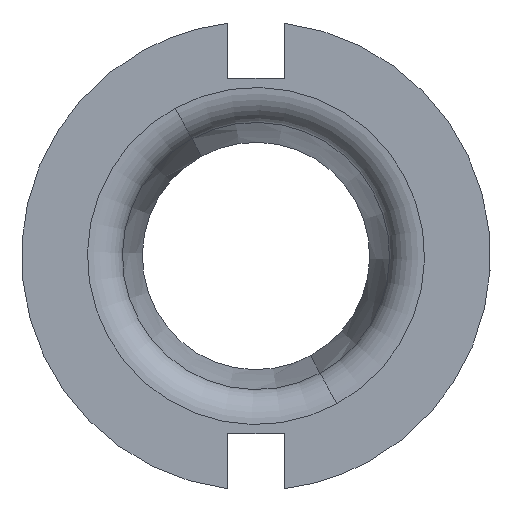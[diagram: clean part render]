
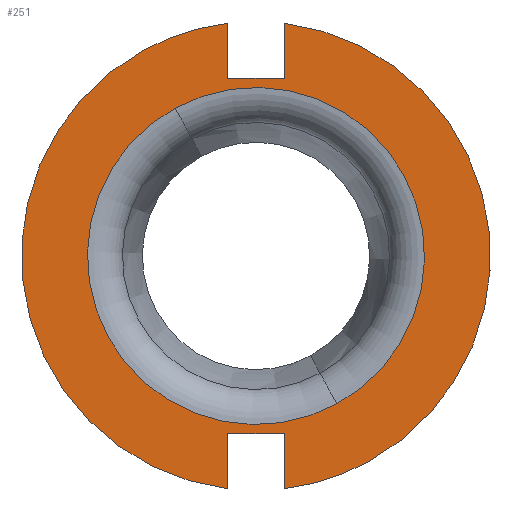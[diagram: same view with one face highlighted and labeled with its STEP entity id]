
A CAD part, left-side view. The second image highlights one B-rep face of the part: STEP entity #251.
In plain terms, the highlighted planar face has unit normal (-1, 0, 0).
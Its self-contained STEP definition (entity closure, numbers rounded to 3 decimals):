
#100=CARTESIAN_POINT('Vertex',(-59.5,-2.,12.5)) ;
#105=CARTESIAN_POINT('Line Origine',(-59.5,-2.,14.439)) ;
#109=CARTESIAN_POINT('Vertex',(-59.5,-2.,16.378)) ;
#147=CARTESIAN_POINT('Vertex',(-59.5,2.,12.5)) ;
#150=CARTESIAN_POINT('Line Origine',(-59.5,0.,12.5)) ;
#162=CARTESIAN_POINT('Axis2P3D Location',(-59.5,0.,11.861)) ;
#167=CARTESIAN_POINT('Axis2P3D Location',(-59.5,0.,0.)) ;
#171=CARTESIAN_POINT('Vertex',(-59.5,2.,16.378)) ;
#173=CARTESIAN_POINT('Vertex',(-59.5,7.911,14.48)) ;
#176=CARTESIAN_POINT('Axis2P3D Location',(-59.5,0.,0.)) ;
#180=CARTESIAN_POINT('Vertex',(-59.5,2.,-16.378)) ;
#183=CARTESIAN_POINT('Line Origine',(-59.5,2.,-14.439)) ;
#187=CARTESIAN_POINT('Vertex',(-59.5,2.,-12.5)) ;
#190=CARTESIAN_POINT('Line Origine',(-59.5,0.,-12.5)) ;
#194=CARTESIAN_POINT('Vertex',(-59.5,-2.,-12.5)) ;
#197=CARTESIAN_POINT('Line Origine',(-59.5,-2.,-14.439)) ;
#201=CARTESIAN_POINT('Vertex',(-59.5,-2.,-16.378)) ;
#204=CARTESIAN_POINT('Axis2P3D Location',(-59.5,0.,0.)) ;
#208=CARTESIAN_POINT('Vertex',(-59.5,-7.911,-14.48)) ;
#211=CARTESIAN_POINT('Axis2P3D Location',(-59.5,0.,0.)) ;
#216=CARTESIAN_POINT('Line Origine',(-59.5,2.,14.439)) ;
#233=CARTESIAN_POINT('Axis2P3D Location',(-59.5,0.,0.)) ;
#237=CARTESIAN_POINT('Vertex',(-59.5,5.686,10.409)) ;
#239=CARTESIAN_POINT('Vertex',(-59.5,-5.686,-10.409)) ;
#242=CARTESIAN_POINT('Axis2P3D Location',(-59.5,0.,0.)) ;
#106=DIRECTION('Vector Direction',(0.,0.,1.)) ;
#151=DIRECTION('Vector Direction',(0.,1.,0.)) ;
#163=DIRECTION('Axis2P3D Direction',(-1.,0.,0.)) ;
#164=DIRECTION('Axis2P3D XDirection',(0.,1.,0.)) ;
#168=DIRECTION('Axis2P3D Direction',(-1.,0.,0.)) ;
#177=DIRECTION('Axis2P3D Direction',(-1.,0.,0.)) ;
#184=DIRECTION('Vector Direction',(0.,0.,1.)) ;
#191=DIRECTION('Vector Direction',(0.,1.,0.)) ;
#198=DIRECTION('Vector Direction',(0.,0.,-1.)) ;
#205=DIRECTION('Axis2P3D Direction',(-1.,0.,0.)) ;
#212=DIRECTION('Axis2P3D Direction',(-1.,0.,0.)) ;
#217=DIRECTION('Vector Direction',(0.,0.,-1.)) ;
#234=DIRECTION('Axis2P3D Direction',(-1.,0.,0.)) ;
#243=DIRECTION('Axis2P3D Direction',(-1.,0.,0.)) ;
#165=AXIS2_PLACEMENT_3D('Plane Axis2P3D',#162,#163,#164) ;
#169=AXIS2_PLACEMENT_3D('Circle Axis2P3D',#167,#168,$) ;
#178=AXIS2_PLACEMENT_3D('Circle Axis2P3D',#176,#177,$) ;
#206=AXIS2_PLACEMENT_3D('Circle Axis2P3D',#204,#205,$) ;
#213=AXIS2_PLACEMENT_3D('Circle Axis2P3D',#211,#212,$) ;
#235=AXIS2_PLACEMENT_3D('Circle Axis2P3D',#233,#234,$) ;
#244=AXIS2_PLACEMENT_3D('Circle Axis2P3D',#242,#243,$) ;
#222=ORIENTED_EDGE('',*,*,#175,.T.) ;
#223=ORIENTED_EDGE('',*,*,#182,.T.) ;
#224=ORIENTED_EDGE('',*,*,#189,.F.) ;
#225=ORIENTED_EDGE('',*,*,#196,.F.) ;
#226=ORIENTED_EDGE('',*,*,#203,.F.) ;
#227=ORIENTED_EDGE('',*,*,#210,.T.) ;
#228=ORIENTED_EDGE('',*,*,#215,.T.) ;
#229=ORIENTED_EDGE('',*,*,#111,.F.) ;
#230=ORIENTED_EDGE('',*,*,#154,.F.) ;
#231=ORIENTED_EDGE('',*,*,#220,.F.) ;
#248=ORIENTED_EDGE('',*,*,#241,.F.) ;
#249=ORIENTED_EDGE('',*,*,#246,.F.) ;
#250=FACE_BOUND('',#247,.T.) ;
#107=VECTOR('Line Direction',#106,1.) ;
#152=VECTOR('Line Direction',#151,1.) ;
#185=VECTOR('Line Direction',#184,1.) ;
#192=VECTOR('Line Direction',#191,1.) ;
#199=VECTOR('Line Direction',#198,1.) ;
#218=VECTOR('Line Direction',#217,1.) ;
#251=ADVANCED_FACE('Corps principal',(#232,#250),#166,.T.) ;
#170=CIRCLE('generated circle',#169,16.5) ;
#179=CIRCLE('generated circle',#178,16.5) ;
#207=CIRCLE('generated circle',#206,16.5) ;
#214=CIRCLE('generated circle',#213,16.5) ;
#236=CIRCLE('generated circle',#235,11.861) ;
#245=CIRCLE('generated circle',#244,11.861) ;
#111=EDGE_CURVE('',#101,#110,#108,.T.) ;
#154=EDGE_CURVE('',#148,#101,#153,.F.) ;
#175=EDGE_CURVE('',#172,#174,#170,.T.) ;
#182=EDGE_CURVE('',#174,#181,#179,.T.) ;
#189=EDGE_CURVE('',#188,#181,#186,.F.) ;
#196=EDGE_CURVE('',#195,#188,#193,.T.) ;
#203=EDGE_CURVE('',#202,#195,#200,.F.) ;
#210=EDGE_CURVE('',#202,#209,#207,.T.) ;
#215=EDGE_CURVE('',#209,#110,#214,.T.) ;
#220=EDGE_CURVE('',#172,#148,#219,.T.) ;
#241=EDGE_CURVE('',#238,#240,#236,.T.) ;
#246=EDGE_CURVE('',#240,#238,#245,.T.) ;
#221=EDGE_LOOP('',(#222,#223,#224,#225,#226,#227,#228,#229,#230,#231)) ;
#247=EDGE_LOOP('',(#248,#249)) ;
#232=FACE_OUTER_BOUND('',#221,.T.) ;
#108=LINE('Line',#105,#107) ;
#153=LINE('Line',#150,#152) ;
#186=LINE('Line',#183,#185) ;
#193=LINE('Line',#190,#192) ;
#200=LINE('Line',#197,#199) ;
#219=LINE('Line',#216,#218) ;
#166=PLANE('',#165) ;
#101=VERTEX_POINT('',#100) ;
#110=VERTEX_POINT('',#109) ;
#148=VERTEX_POINT('',#147) ;
#172=VERTEX_POINT('',#171) ;
#174=VERTEX_POINT('',#173) ;
#181=VERTEX_POINT('',#180) ;
#188=VERTEX_POINT('',#187) ;
#195=VERTEX_POINT('',#194) ;
#202=VERTEX_POINT('',#201) ;
#209=VERTEX_POINT('',#208) ;
#238=VERTEX_POINT('',#237) ;
#240=VERTEX_POINT('',#239) ;
